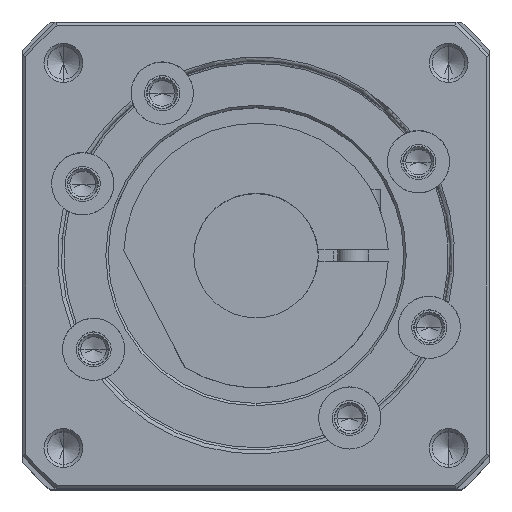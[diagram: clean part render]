
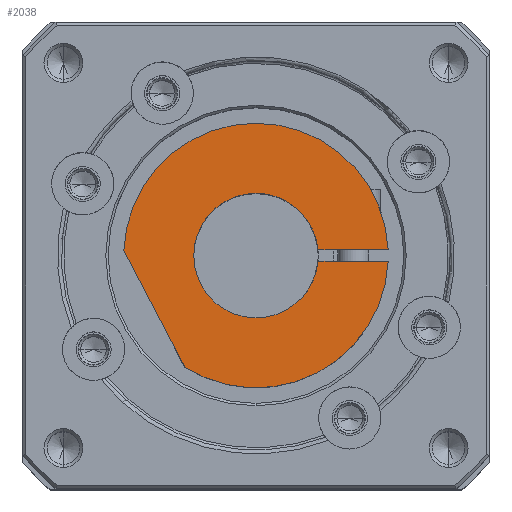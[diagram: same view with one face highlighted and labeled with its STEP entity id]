
A CAD part, top view. The second image highlights one B-rep face of the part: STEP entity #2038.
In plain terms, the highlighted planar face has unit normal (0, 0, 1).
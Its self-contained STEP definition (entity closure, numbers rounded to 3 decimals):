
#563=CARTESIAN_POINT('',(0.,0.,71.5));
#564=DIRECTION('',(0.,0.,-1.));
#565=DIRECTION('',(0.996,-0.094,0.));
#566=AXIS2_PLACEMENT_3D('',#563,#564,#565);
#568=CARTESIAN_POINT('',(0.,0.,71.5));
#569=DIRECTION('',(0.,0.,-1.));
#570=DIRECTION('',(0.,1.,0.));
#571=AXIS2_PLACEMENT_3D('',#568,#569,#570);
#573=DIRECTION('',(-0.463,0.886,0.));
#574=VECTOR('',#573,16.869);
#575=CARTESIAN_POINT('',(-9.178,-14.31,71.5));
#576=LINE('',#575,#574);
#577=DIRECTION('',(-1.,0.,0.));
#578=VECTOR('',#577,9.019);
#579=CARTESIAN_POINT('',(16.983,0.75,71.5));
#580=LINE('',#579,#578);
#581=DIRECTION('',(1.,0.,0.));
#582=VECTOR('',#581,9.019);
#583=CARTESIAN_POINT('',(7.965,-0.75,71.5));
#584=LINE('',#583,#582);
#625=CARTESIAN_POINT('',(0.,0.,71.5));
#626=DIRECTION('',(0.,0.,1.));
#627=DIRECTION('',(0.999,0.044,0.));
#628=AXIS2_PLACEMENT_3D('',#625,#626,#627);
#630=CARTESIAN_POINT('',(0.,0.,71.5));
#631=DIRECTION('',(0.,0.,1.));
#632=DIRECTION('',(-0.54,-0.842,0.));
#633=AXIS2_PLACEMENT_3D('',#630,#631,#632);
#731=CARTESIAN_POINT('',(0.,0.,71.5));
#732=DIRECTION('',(0.,0.,1.));
#733=DIRECTION('',(0.,1.,0.));
#734=AXIS2_PLACEMENT_3D('',#731,#732,#733);
#1120=CARTESIAN_POINT('',(0.,8.,71.5));
#1122=VERTEX_POINT('',#1120);
#1124=CARTESIAN_POINT('',(0.,-8.,71.5));
#1126=VERTEX_POINT('',#1124);
#1136=CARTESIAN_POINT('',(7.965,-0.75,71.5));
#1138=VERTEX_POINT('',#1136);
#1140=CARTESIAN_POINT('',(7.965,0.75,71.5));
#1142=VERTEX_POINT('',#1140);
#1156=CARTESIAN_POINT('',(16.983,-0.75,71.5));
#1157=VERTEX_POINT('',#1156);
#1158=CARTESIAN_POINT('',(16.983,0.75,71.5));
#1159=VERTEX_POINT('',#1158);
#1176=CARTESIAN_POINT('',(-16.988,0.642,71.5));
#1177=VERTEX_POINT('',#1176);
#1178=CARTESIAN_POINT('',(-9.178,-14.31,71.5));
#1179=VERTEX_POINT('',#1178);
#2018=CARTESIAN_POINT('',(0.,0.,71.5));
#2019=DIRECTION('',(0.,0.,-1.));
#2020=DIRECTION('',(0.,-1.,0.));
#2021=AXIS2_PLACEMENT_3D('',#2018,#2019,#2020);
#2022=PLANE('',#2021);
#2024=ORIENTED_EDGE('',*,*,#2023,.T.);
#2026=ORIENTED_EDGE('',*,*,#2025,.F.);
#2028=ORIENTED_EDGE('',*,*,#2027,.T.);
#2029=ORIENTED_EDGE('',*,*,#2009,.F.);
#2031=ORIENTED_EDGE('',*,*,#2030,.T.);
#2032=ORIENTED_EDGE('',*,*,#2001,.F.);
#2033=ORIENTED_EDGE('',*,*,#1984,.T.);
#2035=ORIENTED_EDGE('',*,*,#2034,.F.);
#2036=EDGE_LOOP('',(#2024,#2026,#2028,#2029,#2031,#2032,#2033,#2035));
#2037=FACE_OUTER_BOUND('',#2036,.F.);
#2038=ADVANCED_FACE('',(#2037),#2022,.F.);
#567=CIRCLE('',#566,8.);
#572=CIRCLE('',#571,8.);
#629=CIRCLE('',#628,17.);
#634=CIRCLE('',#633,17.);
#735=CIRCLE('',#734,8.);
#1984=EDGE_CURVE('',#1138,#1157,#584,.T.);
#2001=EDGE_CURVE('',#1138,#1126,#567,.T.);
#2009=EDGE_CURVE('',#1122,#1142,#572,.T.);
#2023=EDGE_CURVE('',#1179,#1177,#576,.T.);
#2025=EDGE_CURVE('',#1159,#1177,#629,.T.);
#2027=EDGE_CURVE('',#1159,#1142,#580,.T.);
#2030=EDGE_CURVE('',#1122,#1126,#735,.T.);
#2034=EDGE_CURVE('',#1179,#1157,#634,.T.);
